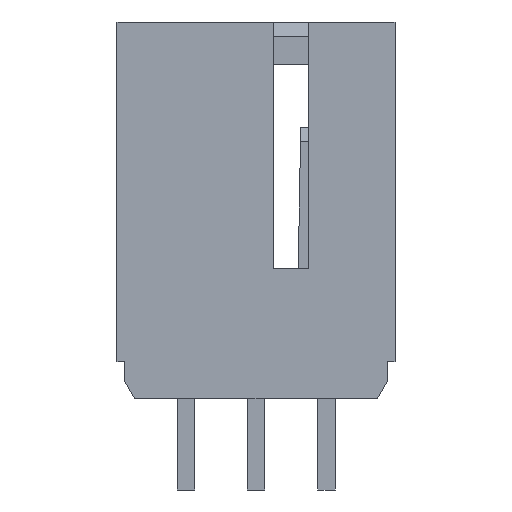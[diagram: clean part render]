
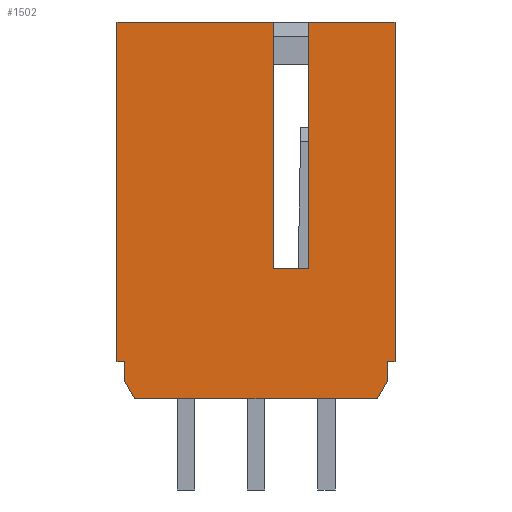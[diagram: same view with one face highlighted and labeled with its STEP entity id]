
A CAD part, front view. The second image highlights one B-rep face of the part: STEP entity #1502.
In plain terms, the highlighted planar face has unit normal (0, -1, 0).
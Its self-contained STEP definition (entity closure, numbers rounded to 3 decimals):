
#48 = VERTEX_POINT('',#49);
#49 = CARTESIAN_POINT('',(-5.017,-2.54,0.));
#55 = EDGE_CURVE('',#48,#56,#58,.T.);
#56 = VERTEX_POINT('',#57);
#57 = CARTESIAN_POINT('',(-5.017,-2.54,-12.255));
#58 = LINE('',#59,#60);
#59 = CARTESIAN_POINT('',(-5.017,-2.54,0.));
#60 = VECTOR('',#61,1.);
#61 = DIRECTION('',(0.,0.,-1.));
#335 = VERTEX_POINT('',#336);
#336 = CARTESIAN_POINT('',(5.017,-2.54,0.));
#342 = EDGE_CURVE('',#343,#335,#345,.T.);
#343 = VERTEX_POINT('',#344);
#344 = CARTESIAN_POINT('',(1.907,-2.54,0.));
#345 = LINE('',#346,#347);
#346 = CARTESIAN_POINT('',(1.907,-2.54,0.));
#347 = VECTOR('',#348,1.);
#348 = DIRECTION('',(1.,0.,0.));
#383 = VERTEX_POINT('',#384);
#384 = CARTESIAN_POINT('',(0.637,-2.54,0.));
#390 = EDGE_CURVE('',#48,#383,#391,.T.);
#391 = LINE('',#392,#393);
#392 = CARTESIAN_POINT('',(-5.017,-2.54,0.));
#393 = VECTOR('',#394,1.);
#394 = DIRECTION('',(1.,0.,0.));
#787 = VERTEX_POINT('',#788);
#788 = CARTESIAN_POINT('',(1.907,-2.54,-8.89));
#794 = EDGE_CURVE('',#795,#787,#797,.T.);
#795 = VERTEX_POINT('',#796);
#796 = CARTESIAN_POINT('',(0.637,-2.54,-8.89));
#797 = LINE('',#798,#799);
#798 = CARTESIAN_POINT('',(0.637,-2.54,-8.89));
#799 = VECTOR('',#800,1.);
#800 = DIRECTION('',(1.,0.,0.));
#1373 = VERTEX_POINT('',#1374);
#1374 = CARTESIAN_POINT('',(4.378,-2.54,-13.59));
#1382 = VERTEX_POINT('',#1383);
#1383 = CARTESIAN_POINT('',(-4.378,-2.54,-13.59));
#1389 = EDGE_CURVE('',#1382,#1373,#1390,.T.);
#1390 = LINE('',#1391,#1392);
#1391 = CARTESIAN_POINT('',(-4.378,-2.54,-13.59));
#1392 = VECTOR('',#1393,1.);
#1393 = DIRECTION('',(1.,0.,0.));
#1482 = EDGE_CURVE('',#1373,#1483,#1485,.T.);
#1483 = VERTEX_POINT('',#1484);
#1484 = CARTESIAN_POINT('',(4.739,-2.54,-12.965));
#1485 = LINE('',#1486,#1487);
#1486 = CARTESIAN_POINT('',(4.378,-2.54,-13.59));
#1487 = VECTOR('',#1488,1.);
#1488 = DIRECTION('',(0.5,0.,0.866));
#1502 = ADVANCED_FACE('',(#1503),#1585,.T.);
#1503 = FACE_BOUND('',#1504,.F.);
#1504 = EDGE_LOOP('',(#1505,#1506,#1512,#1513,#1521,#1529,#1537,#1544,
    #1545,#1546,#1554,#1563,#1571,#1577,#1578,#1579));
#1505 = ORIENTED_EDGE('',*,*,#794,.T.);
#1506 = ORIENTED_EDGE('',*,*,#1507,.F.);
#1507 = EDGE_CURVE('',#343,#787,#1508,.T.);
#1508 = LINE('',#1509,#1510);
#1509 = CARTESIAN_POINT('',(1.907,-2.54,0.));
#1510 = VECTOR('',#1511,1.);
#1511 = DIRECTION('',(0.,0.,-1.));
#1512 = ORIENTED_EDGE('',*,*,#342,.T.);
#1513 = ORIENTED_EDGE('',*,*,#1514,.T.);
#1514 = EDGE_CURVE('',#335,#1515,#1517,.T.);
#1515 = VERTEX_POINT('',#1516);
#1516 = CARTESIAN_POINT('',(5.017,-2.54,-12.255));
#1517 = LINE('',#1518,#1519);
#1518 = CARTESIAN_POINT('',(5.017,-2.54,0.));
#1519 = VECTOR('',#1520,1.);
#1520 = DIRECTION('',(0.,0.,-1.));
#1521 = ORIENTED_EDGE('',*,*,#1522,.T.);
#1522 = EDGE_CURVE('',#1515,#1523,#1525,.T.);
#1523 = VERTEX_POINT('',#1524);
#1524 = CARTESIAN_POINT('',(4.742,-2.54,-12.255));
#1525 = LINE('',#1526,#1527);
#1526 = CARTESIAN_POINT('',(5.017,-2.54,-12.255));
#1527 = VECTOR('',#1528,1.);
#1528 = DIRECTION('',(-1.,0.,0.));
#1529 = ORIENTED_EDGE('',*,*,#1530,.F.);
#1530 = EDGE_CURVE('',#1531,#1523,#1533,.T.);
#1531 = VERTEX_POINT('',#1532);
#1532 = CARTESIAN_POINT('',(4.742,-2.54,-12.955));
#1533 = LINE('',#1534,#1535);
#1534 = CARTESIAN_POINT('',(4.742,-2.54,-12.955));
#1535 = VECTOR('',#1536,1.);
#1536 = DIRECTION('',(0.,0.,1.));
#1537 = ORIENTED_EDGE('',*,*,#1538,.T.);
#1538 = EDGE_CURVE('',#1531,#1483,#1539,.T.);
#1539 = CIRCLE('',#1540,0.02);
#1540 = AXIS2_PLACEMENT_3D('',#1541,#1542,#1543);
#1541 = CARTESIAN_POINT('',(4.722,-2.54,-12.955));
#1542 = DIRECTION('',(-0.,1.,0.));
#1543 = DIRECTION('',(1.,0.,0.));
#1544 = ORIENTED_EDGE('',*,*,#1482,.F.);
#1545 = ORIENTED_EDGE('',*,*,#1389,.F.);
#1546 = ORIENTED_EDGE('',*,*,#1547,.F.);
#1547 = EDGE_CURVE('',#1548,#1382,#1550,.T.);
#1548 = VERTEX_POINT('',#1549);
#1549 = CARTESIAN_POINT('',(-4.739,-2.54,-12.965));
#1550 = LINE('',#1551,#1552);
#1551 = CARTESIAN_POINT('',(-4.739,-2.54,-12.965));
#1552 = VECTOR('',#1553,1.);
#1553 = DIRECTION('',(0.5,0.,-0.866));
#1554 = ORIENTED_EDGE('',*,*,#1555,.T.);
#1555 = EDGE_CURVE('',#1548,#1556,#1558,.T.);
#1556 = VERTEX_POINT('',#1557);
#1557 = CARTESIAN_POINT('',(-4.742,-2.54,-12.955));
#1558 = CIRCLE('',#1559,0.02);
#1559 = AXIS2_PLACEMENT_3D('',#1560,#1561,#1562);
#1560 = CARTESIAN_POINT('',(-4.722,-2.54,-12.955));
#1561 = DIRECTION('',(0.,1.,0.));
#1562 = DIRECTION('',(-0.866,0.,-0.5));
#1563 = ORIENTED_EDGE('',*,*,#1564,.F.);
#1564 = EDGE_CURVE('',#1565,#1556,#1567,.T.);
#1565 = VERTEX_POINT('',#1566);
#1566 = CARTESIAN_POINT('',(-4.742,-2.54,-12.255));
#1567 = LINE('',#1568,#1569);
#1568 = CARTESIAN_POINT('',(-4.742,-2.54,-12.255));
#1569 = VECTOR('',#1570,1.);
#1570 = DIRECTION('',(0.,0.,-1.));
#1571 = ORIENTED_EDGE('',*,*,#1572,.F.);
#1572 = EDGE_CURVE('',#56,#1565,#1573,.T.);
#1573 = LINE('',#1574,#1575);
#1574 = CARTESIAN_POINT('',(-5.017,-2.54,-12.255));
#1575 = VECTOR('',#1576,1.);
#1576 = DIRECTION('',(1.,0.,0.));
#1577 = ORIENTED_EDGE('',*,*,#55,.F.);
#1578 = ORIENTED_EDGE('',*,*,#390,.T.);
#1579 = ORIENTED_EDGE('',*,*,#1580,.T.);
#1580 = EDGE_CURVE('',#383,#795,#1581,.T.);
#1581 = LINE('',#1582,#1583);
#1582 = CARTESIAN_POINT('',(0.637,-2.54,0.));
#1583 = VECTOR('',#1584,1.);
#1584 = DIRECTION('',(0.,0.,-1.));
#1585 = PLANE('',#1586);
#1586 = AXIS2_PLACEMENT_3D('',#1587,#1588,#1589);
#1587 = CARTESIAN_POINT('',(-5.017,-2.54,0.));
#1588 = DIRECTION('',(0.,-1.,0.));
#1589 = DIRECTION('',(0.,0.,-1.));
